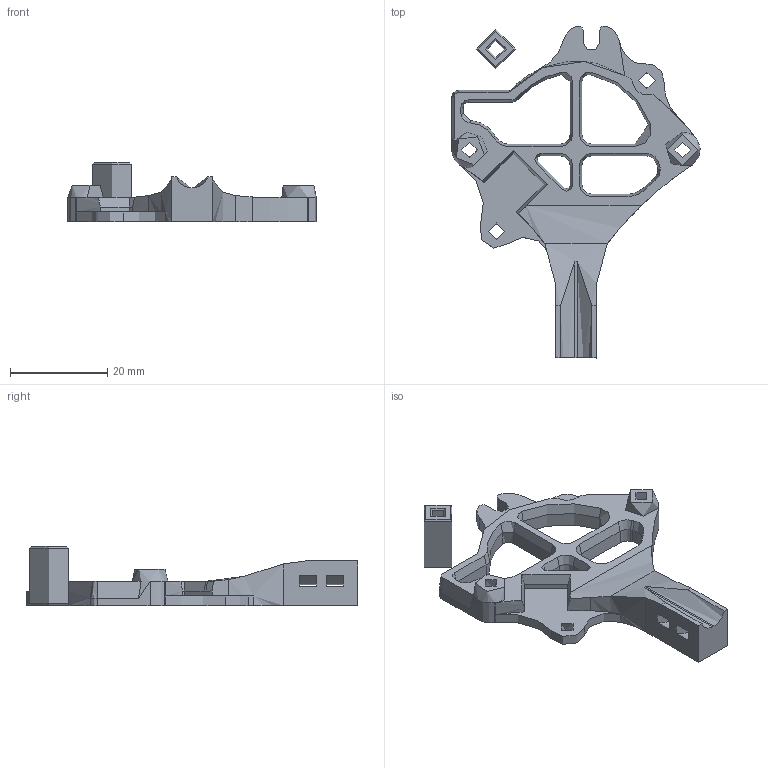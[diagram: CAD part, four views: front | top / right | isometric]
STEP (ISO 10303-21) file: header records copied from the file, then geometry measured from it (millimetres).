
FILE_DESCRIPTION(/* description */ ('STEP AP242','CAx-IF Rec.Pracs.---Representation and Presentation of Product Manufacturing Information (PMI)---4.0---2014-10-13','CAx-IF Rec.Pracs.---3D Tessellated Geometry---0.4---2014-09-14','2;1'),/* implementation_level */ '2;1');
FILE_NAME(/* name */ 'A4T - THB Mount - Roto-Vitamins',/* time_stamp */ '2024-12-16T09:34:18Z',/* author */ (''),/* organization */ (''),/* preprocessor_version */ 'ST-DEVELOPER v20',/* originating_system */ 'ONSHAPE BY PTC INC, 1.191',/* authorisation */ ' ');
FILE_SCHEMA (('AP242_MANAGED_MODEL_BASED_3D_ENGINEERING_MIM_LF { 1 0 10303 442 1 1 4 }'));
Length unit declared in the file: millimetre
Products named in the file (3): A4T - THB Mount - Roto-Vitamins; A4T - THB Mount - Roto-Vitamins - Spacer
Assembly tree (2 placements, depth 2):
  A4T - THB Mount - Roto-Vitamins
    A4T - THB Mount - Roto-Vitamins - Spacer
    A4T - THB Mount - Roto-Vitamins
Bounding box: 51.16 x 68.31 x 12.2 mm (x, y, z)
Volume: 496.7 mm3
Topology: 1 solids, 4 shells, 170 faces, 444 edges, 279 vertices
Faces by surface type: cylinder 69, plane 66, cone 33, bspline 2
Full cylindrical faces by diameter (mm): 3.2 x2, 3.4 x3, 4 x1, 4.7 x2, 8 x1
Entity records: 5328 total; most frequent: CARTESIAN_POINT 1068, DIRECTION 902, ORIENTED_EDGE 850, EDGE_CURVE 425, AXIS2_PLACEMENT_3D 343, VERTEX_POINT 276, LINE 216, VECTOR 216
